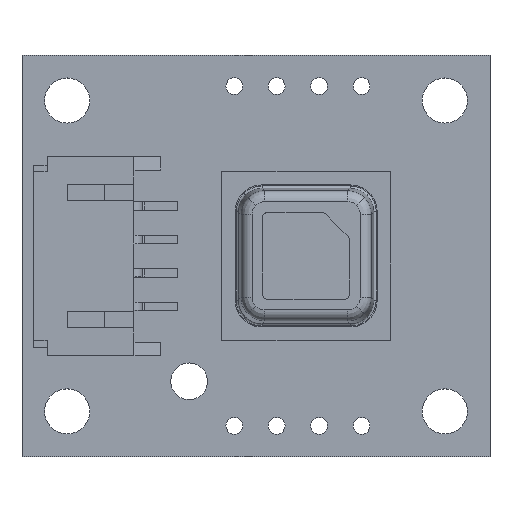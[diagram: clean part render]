
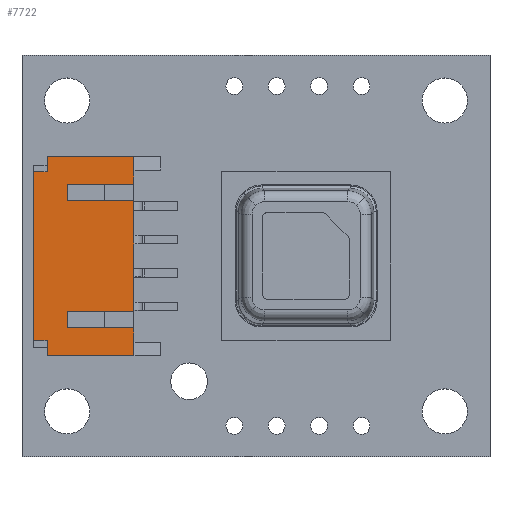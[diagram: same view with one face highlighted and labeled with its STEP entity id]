
A CAD part, top view. The second image highlights one B-rep face of the part: STEP entity #7722.
In plain terms, the highlighted planar face has unit normal (0, 0, 1).
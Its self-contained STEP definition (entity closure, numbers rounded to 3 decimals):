
#70 = LINE ( 'NONE', #7845, #4287 ) ;
#222 = DIRECTION ( 'NONE',  ( 1., 0., 0. ) ) ;
#299 = CARTESIAN_POINT ( 'NONE',  ( 6.7, 17.937, 5.5 ) ) ;
#365 = CARTESIAN_POINT ( 'NONE',  ( 2.7, 7.687, 5.5 ) ) ;
#390 = DIRECTION ( 'NONE',  ( -1., 0., 0. ) ) ;
#489 = VECTOR ( 'NONE', #1725, 1000. ) ;
#495 = EDGE_CURVE ( 'NONE', #5150, #5307, #6917, .T. ) ;
#539 = FACE_OUTER_BOUND ( 'NONE', #8771, .T. ) ;
#600 = CARTESIAN_POINT ( 'NONE',  ( 0.7, 17.937, 5.5 ) ) ;
#612 = DIRECTION ( 'NONE',  ( -1., 0., 0. ) ) ;
#655 = EDGE_CURVE ( 'NONE', #2464, #2929, #944, .T. ) ;
#737 = EDGE_CURVE ( 'NONE', #5337, #5775, #6703, .T. ) ;
#762 = DIRECTION ( 'NONE',  ( 0., 1., 0. ) ) ;
#944 = LINE ( 'NONE', #7197, #9806 ) ;
#1009 = ORIENTED_EDGE ( 'NONE', *, *, #7235, .F. ) ;
#1204 = ORIENTED_EDGE ( 'NONE', *, *, #655, .T. ) ;
#1231 = LINE ( 'NONE', #4431, #8055 ) ;
#1249 = VERTEX_POINT ( 'NONE', #5174 ) ;
#1340 = CARTESIAN_POINT ( 'NONE',  ( 1.5, 17.937, 5.5 ) ) ;
#1342 = EDGE_CURVE ( 'NONE', #2204, #2929, #70, .T. ) ;
#1431 = ORIENTED_EDGE ( 'NONE', *, *, #6966, .F. ) ;
#1443 = EDGE_CURVE ( 'NONE', #5775, #1249, #3302, .T. ) ;
#1609 = CARTESIAN_POINT ( 'NONE',  ( 0.7, 6.937, 5.5 ) ) ;
#1725 = DIRECTION ( 'NONE',  ( 1., 0., 0. ) ) ;
#1756 = EDGE_CURVE ( 'NONE', #2464, #10210, #6970, .T. ) ;
#1829 = LINE ( 'NONE', #3317, #489 ) ;
#1895 = CARTESIAN_POINT ( 'NONE',  ( 6.7, 8.687, 5.5 ) ) ;
#1977 = DIRECTION ( 'NONE',  ( 0., 0., -1. ) ) ;
#2027 = CARTESIAN_POINT ( 'NONE',  ( 8.3, 17.937, 5.5 ) ) ;
#2044 = CARTESIAN_POINT ( 'NONE',  ( 1.5, 17.037, 5.5 ) ) ;
#2204 = VERTEX_POINT ( 'NONE', #9811 ) ;
#2327 = VERTEX_POINT ( 'NONE', #6942 ) ;
#2421 = ORIENTED_EDGE ( 'NONE', *, *, #5714, .F. ) ;
#2433 = CARTESIAN_POINT ( 'NONE',  ( 6.7, 16.287, 5.5 ) ) ;
#2435 = CARTESIAN_POINT ( 'NONE',  ( 0.7, 6.937, 5.5 ) ) ;
#2464 = VERTEX_POINT ( 'NONE', #4969 ) ;
#2635 = VECTOR ( 'NONE', #3526, 1000. ) ;
#2735 = VECTOR ( 'NONE', #612, 1000. ) ;
#2929 = VERTEX_POINT ( 'NONE', #7570 ) ;
#2948 = VECTOR ( 'NONE', #4911, 1000. ) ;
#2996 = EDGE_CURVE ( 'NONE', #5307, #5337, #1829, .T. ) ;
#2997 = CARTESIAN_POINT ( 'NONE',  ( 2.7, 16.287, 5.5 ) ) ;
#3302 = LINE ( 'NONE', #9619, #5941 ) ;
#3317 = CARTESIAN_POINT ( 'NONE',  ( 2.7, 15.287, 5.5 ) ) ;
#3472 = ORIENTED_EDGE ( 'NONE', *, *, #3565, .T. ) ;
#3526 = DIRECTION ( 'NONE',  ( 1., 0., 0. ) ) ;
#3565 = EDGE_CURVE ( 'NONE', #5644, #10054, #10058, .T. ) ;
#3655 = DIRECTION ( 'NONE',  ( 0., 1., 0. ) ) ;
#3817 = VECTOR ( 'NONE', #5475, 1000. ) ;
#4268 = LINE ( 'NONE', #5822, #8393 ) ;
#4287 = VECTOR ( 'NONE', #8779, 1000. ) ;
#4318 = DIRECTION ( 'NONE',  ( 1., 0., 0. ) ) ;
#4431 = CARTESIAN_POINT ( 'NONE',  ( 0.7, 17.037, 5.5 ) ) ;
#4525 = ORIENTED_EDGE ( 'NONE', *, *, #1756, .F. ) ;
#4555 = CARTESIAN_POINT ( 'NONE',  ( 1.5, 6.037, 5.5 ) ) ;
#4559 = DIRECTION ( 'NONE',  ( -1., 0., 0. ) ) ;
#4589 = EDGE_CURVE ( 'NONE', #5675, #5150, #4618, .T. ) ;
#4594 = VECTOR ( 'NONE', #6540, 1000. ) ;
#4618 = LINE ( 'NONE', #7602, #2735 ) ;
#4911 = DIRECTION ( 'NONE',  ( 0., -1., 0. ) ) ;
#4969 = CARTESIAN_POINT ( 'NONE',  ( 1.5, 6.037, 5.5 ) ) ;
#5005 = AXIS2_PLACEMENT_3D ( 'NONE', #2027, #1977, #3655 ) ;
#5030 = LINE ( 'NONE', #365, #2635 ) ;
#5109 = DIRECTION ( 'NONE',  ( 0., -1., 0. ) ) ;
#5120 = EDGE_CURVE ( 'NONE', #5644, #5675, #7371, .T. ) ;
#5150 = VERTEX_POINT ( 'NONE', #5790 ) ;
#5161 = LINE ( 'NONE', #5349, #5591 ) ;
#5174 = CARTESIAN_POINT ( 'NONE',  ( 2.7, 8.687, 5.5 ) ) ;
#5307 = VERTEX_POINT ( 'NONE', #5624 ) ;
#5337 = VERTEX_POINT ( 'NONE', #8003 ) ;
#5341 = ORIENTED_EDGE ( 'NONE', *, *, #6958, .T. ) ;
#5349 = CARTESIAN_POINT ( 'NONE',  ( 2.7, 7.687, 5.5 ) ) ;
#5374 = VERTEX_POINT ( 'NONE', #7890 ) ;
#5475 = DIRECTION ( 'NONE',  ( 0., 1., 0. ) ) ;
#5541 = EDGE_CURVE ( 'NONE', #1249, #5374, #5161, .T. ) ;
#5591 = VECTOR ( 'NONE', #8551, 1000. ) ;
#5624 = CARTESIAN_POINT ( 'NONE',  ( 2.7, 15.287, 5.5 ) ) ;
#5644 = VERTEX_POINT ( 'NONE', #7871 ) ;
#5675 = VERTEX_POINT ( 'NONE', #2433 ) ;
#5714 = EDGE_CURVE ( 'NONE', #5374, #2204, #5030, .T. ) ;
#5775 = VERTEX_POINT ( 'NONE', #1895 ) ;
#5790 = CARTESIAN_POINT ( 'NONE',  ( 2.7, 16.287, 5.5 ) ) ;
#5822 = CARTESIAN_POINT ( 'NONE',  ( 0.7, 6.037, 5.5 ) ) ;
#5941 = VECTOR ( 'NONE', #390, 1000. ) ;
#5998 = VECTOR ( 'NONE', #6713, 1000. ) ;
#6011 = VECTOR ( 'NONE', #762, 1000. ) ;
#6082 = CARTESIAN_POINT ( 'NONE',  ( 6.7, 17.937, 5.5 ) ) ;
#6087 = PLANE ( 'NONE',  #5005 ) ;
#6105 = ORIENTED_EDGE ( 'NONE', *, *, #1342, .F. ) ;
#6151 = ORIENTED_EDGE ( 'NONE', *, *, #1443, .F. ) ;
#6540 = DIRECTION ( 'NONE',  ( -1., 0., 0. ) ) ;
#6703 = LINE ( 'NONE', #6082, #8798 ) ;
#6713 = DIRECTION ( 'NONE',  ( 0., -1., 0. ) ) ;
#6770 = ORIENTED_EDGE ( 'NONE', *, *, #4589, .F. ) ;
#6860 = ORIENTED_EDGE ( 'NONE', *, *, #737, .F. ) ;
#6886 = LINE ( 'NONE', #7695, #6011 ) ;
#6917 = LINE ( 'NONE', #2997, #5998 ) ;
#6942 = CARTESIAN_POINT ( 'NONE',  ( 0.7, 17.037, 5.5 ) ) ;
#6958 = EDGE_CURVE ( 'NONE', #2327, #7430, #4268, .T. ) ;
#6966 = EDGE_CURVE ( 'NONE', #2327, #9319, #1231, .T. ) ;
#6970 = LINE ( 'NONE', #4555, #3817 ) ;
#7135 = LINE ( 'NONE', #2435, #4594 ) ;
#7197 = CARTESIAN_POINT ( 'NONE',  ( 0.7, 6.037, 5.5 ) ) ;
#7235 = EDGE_CURVE ( 'NONE', #10210, #7430, #7135, .T. ) ;
#7371 = LINE ( 'NONE', #299, #2948 ) ;
#7430 = VERTEX_POINT ( 'NONE', #1609 ) ;
#7570 = CARTESIAN_POINT ( 'NONE',  ( 6.7, 6.037, 5.5 ) ) ;
#7602 = CARTESIAN_POINT ( 'NONE',  ( 2.7, 16.287, 5.5 ) ) ;
#7695 = CARTESIAN_POINT ( 'NONE',  ( 1.5, 17.937, 5.5 ) ) ;
#7722 = ADVANCED_FACE ( 'NONE', ( #539 ), #6087, .F. ) ;
#7845 = CARTESIAN_POINT ( 'NONE',  ( 6.7, 17.937, 5.5 ) ) ;
#7871 = CARTESIAN_POINT ( 'NONE',  ( 6.7, 17.937, 5.5 ) ) ;
#7890 = CARTESIAN_POINT ( 'NONE',  ( 2.7, 7.687, 5.5 ) ) ;
#7938 = CARTESIAN_POINT ( 'NONE',  ( 1.5, 6.937, 5.5 ) ) ;
#8003 = CARTESIAN_POINT ( 'NONE',  ( 6.7, 15.287, 5.5 ) ) ;
#8055 = VECTOR ( 'NONE', #4318, 1000. ) ;
#8158 = VECTOR ( 'NONE', #4559, 1000. ) ;
#8376 = EDGE_CURVE ( 'NONE', #9319, #10054, #6886, .T. ) ;
#8393 = VECTOR ( 'NONE', #9981, 1000. ) ;
#8551 = DIRECTION ( 'NONE',  ( 0., -1., 0. ) ) ;
#8589 = ORIENTED_EDGE ( 'NONE', *, *, #2996, .F. ) ;
#8771 = EDGE_LOOP ( 'NONE', ( #9938, #6151, #6860, #8589, #10211, #6770, #9821, #3472, #9557, #1431, #5341, #1009, #4525, #1204, #6105, #2421 ) ) ;
#8779 = DIRECTION ( 'NONE',  ( 0., -1., 0. ) ) ;
#8798 = VECTOR ( 'NONE', #5109, 1000. ) ;
#9319 = VERTEX_POINT ( 'NONE', #2044 ) ;
#9557 = ORIENTED_EDGE ( 'NONE', *, *, #8376, .F. ) ;
#9619 = CARTESIAN_POINT ( 'NONE',  ( 2.7, 8.687, 5.5 ) ) ;
#9806 = VECTOR ( 'NONE', #222, 1000. ) ;
#9811 = CARTESIAN_POINT ( 'NONE',  ( 6.7, 7.687, 5.5 ) ) ;
#9821 = ORIENTED_EDGE ( 'NONE', *, *, #5120, .F. ) ;
#9938 = ORIENTED_EDGE ( 'NONE', *, *, #5541, .F. ) ;
#9981 = DIRECTION ( 'NONE',  ( 0., -1., 0. ) ) ;
#10054 = VERTEX_POINT ( 'NONE', #1340 ) ;
#10058 = LINE ( 'NONE', #600, #8158 ) ;
#10210 = VERTEX_POINT ( 'NONE', #7938 ) ;
#10211 = ORIENTED_EDGE ( 'NONE', *, *, #495, .F. ) ;
